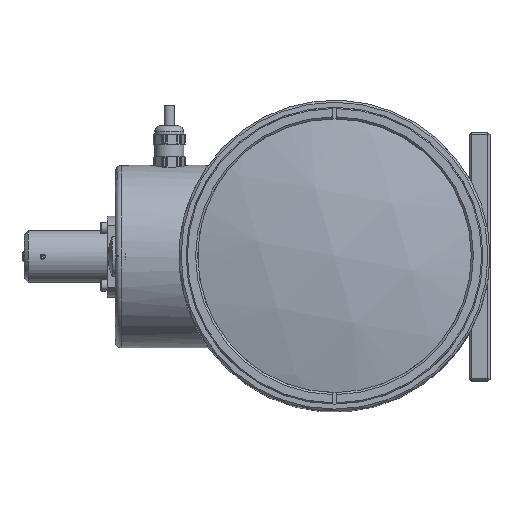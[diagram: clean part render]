
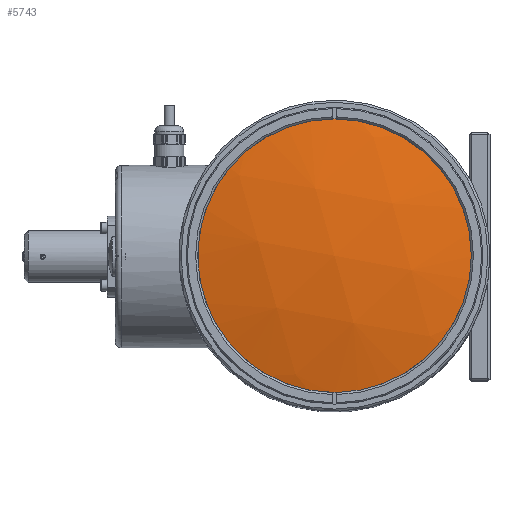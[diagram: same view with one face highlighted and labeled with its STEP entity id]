
A CAD part, top view. The second image highlights one B-rep face of the part: STEP entity #5743.
In plain terms, the highlighted spherical face has radius 268.5 mm.
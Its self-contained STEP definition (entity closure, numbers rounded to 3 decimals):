
#14=SPHERICAL_SURFACE('',#6170,268.5);
#1355=FACE_OUTER_BOUND('',#1770,.T.);
#1770=EDGE_LOOP('',(#4081));
#2100=CIRCLE('',#6145,67.);
#2405=VERTEX_POINT('',#8563);
#3010=EDGE_CURVE('',#2405,#2405,#2100,.T.);
#4081=ORIENTED_EDGE('',*,*,#3010,.T.);
#5743=ADVANCED_FACE('',(#1355),#14,.T.);
#6145=AXIS2_PLACEMENT_3D('',#8564,#7031,#7032);
#6170=AXIS2_PLACEMENT_3D('',#8685,#7092,#7093);
#7031=DIRECTION('center_axis',(0.,0.,
1.));
#7032=DIRECTION('ref_axis',(0.,-1.,0.));
#7092=DIRECTION('center_axis',(0.962,0.272,0.));
#7093=DIRECTION('ref_axis',(0.,0.,
1.));
#8563=CARTESIAN_POINT('',(0.,67.,178.795));
#8564=CARTESIAN_POINT('Origin',(0.,0.,
178.795));
#8685=CARTESIAN_POINT('Origin',(0.,0.,
-81.211));
